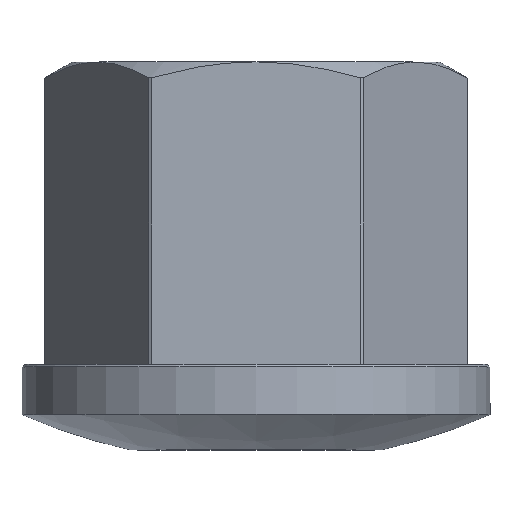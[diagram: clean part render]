
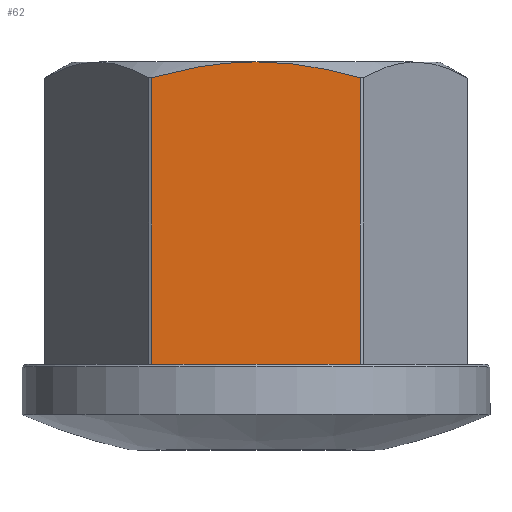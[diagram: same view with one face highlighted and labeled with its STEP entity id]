
A CAD part, top view. The second image highlights one B-rep face of the part: STEP entity #62.
In plain terms, the highlighted planar face has unit normal (0, 0, 1).
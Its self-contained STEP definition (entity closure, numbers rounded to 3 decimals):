
#9 = EDGE_CURVE ( 'NONE', #275, #10, #384, .T. ) ;
#10 = VERTEX_POINT ( 'NONE', #316 ) ;
#12 = ORIENTED_EDGE ( 'NONE', *, *, #18, .F. ) ;
#13 = ORIENTED_EDGE ( 'NONE', *, *, #263, .F. ) ;
#15 = ORIENTED_EDGE ( 'NONE', *, *, #9, .F. ) ;
#18 = EDGE_CURVE ( 'NONE', #10, #170, #404, .T. ) ;
#20 = EDGE_LOOP ( 'NONE', ( #220, #201, #13, #12, #15 ) ) ;
#58 = EDGE_CURVE ( 'NONE', #114, #115, #497, .T. ) ;
#62 = ADVANCED_FACE ( 'NONE', ( #257 ), #125, .T. ) ;
#114 = VERTEX_POINT ( 'NONE', #501 ) ;
#115 = VERTEX_POINT ( 'NONE', #571 ) ;
#125 = PLANE ( 'NONE',  #256 ) ;
#170 = VERTEX_POINT ( 'NONE', #679 ) ;
#201 = ORIENTED_EDGE ( 'NONE', *, *, #58, .T. ) ;
#220 = ORIENTED_EDGE ( 'NONE', *, *, #286, .F. ) ;
#249 = DIRECTION ( 'NONE',  ( 1., 0., 0. ) ) ;
#250 = DIRECTION ( 'NONE',  ( 0., 0., 1. ) ) ;
#251 = CARTESIAN_POINT ( 'NONE',  ( -6.351, 0., 11. ) ) ;
#256 = AXIS2_PLACEMENT_3D ( 'NONE', #251, #250, #249 ) ;
#257 = FACE_OUTER_BOUND ( 'NONE', #20, .T. ) ;
#263 = EDGE_CURVE ( 'NONE', #170, #115, #894, .T. ) ;
#275 = VERTEX_POINT ( 'NONE', #857 ) ;
#286 = EDGE_CURVE ( 'NONE', #114, #275, #843, .T. ) ;
#316 = CARTESIAN_POINT ( 'NONE',  ( 0., 23.2, 11. ) ) ;
#376 = CARTESIAN_POINT ( 'NONE',  ( 0., 23.2, 11. ) ) ;
#377 = CARTESIAN_POINT ( 'NONE',  ( -1.055, 23.2, 11. ) ) ;
#378 = CARTESIAN_POINT ( 'NONE',  ( -2.104, 23.111, 11. ) ) ;
#379 = CARTESIAN_POINT ( 'NONE',  ( -4.189, 22.78, 11. ) ) ;
#380 = CARTESIAN_POINT ( 'NONE',  ( -5.23, 22.537, 11. ) ) ;
#381 = CARTESIAN_POINT ( 'NONE',  ( -6.247, 22.247, 11. ) ) ;
#384 = B_SPLINE_CURVE_WITH_KNOTS ( 'NONE', 3,
 ( #381, #380, #379, #378, #377, #376 ),
 .UNSPECIFIED., .F., .F.,
 ( 4, 2, 4 ),
 ( 0.011, 0.015, 0.018 ),
 .UNSPECIFIED. ) ;
#404 = B_SPLINE_CURVE_WITH_KNOTS ( 'NONE', 3,
 ( #473, #472, #471, #470, #469, #468, #467, #466 ),
 .UNSPECIFIED., .F., .F.,
 ( 4, 2, 2, 4 ),
 ( 0.018, 0.019, 0.021, 0.024 ),
 .UNSPECIFIED. ) ;
#434 = DIRECTION ( 'NONE',  ( 1., 0., 0. ) ) ;
#435 = VECTOR ( 'NONE', #434, 1000. ) ;
#436 = CARTESIAN_POINT ( 'NONE',  ( -6.351, 5.109, 11. ) ) ;
#466 = CARTESIAN_POINT ( 'NONE',  ( 6.247, 22.247, 11. ) ) ;
#467 = CARTESIAN_POINT ( 'NONE',  ( 5.236, 22.535, 11. ) ) ;
#468 = CARTESIAN_POINT ( 'NONE',  ( 4.213, 22.775, 11. ) ) ;
#469 = CARTESIAN_POINT ( 'NONE',  ( 2.647, 23.025, 11. ) ) ;
#470 = CARTESIAN_POINT ( 'NONE',  ( 2.12, 23.09, 11. ) ) ;
#471 = CARTESIAN_POINT ( 'NONE',  ( 1.057, 23.178, 11. ) ) ;
#472 = CARTESIAN_POINT ( 'NONE',  ( 0.528, 23.2, 11. ) ) ;
#473 = CARTESIAN_POINT ( 'NONE',  ( 0., 23.2, 11. ) ) ;
#497 = LINE ( 'NONE', #436, #435 ) ;
#501 = CARTESIAN_POINT ( 'NONE',  ( -6.247, 5.109, 11. ) ) ;
#571 = CARTESIAN_POINT ( 'NONE',  ( 6.247, 5.109, 11. ) ) ;
#679 = CARTESIAN_POINT ( 'NONE',  ( 6.247, 22.247, 11. ) ) ;
#833 = DIRECTION ( 'NONE',  ( 0., -1., 0. ) ) ;
#843 = LINE ( 'NONE', #896, #873 ) ;
#857 = CARTESIAN_POINT ( 'NONE',  ( -6.247, 22.247, 11. ) ) ;
#872 = DIRECTION ( 'NONE',  ( 0., 1., 0. ) ) ;
#873 = VECTOR ( 'NONE', #872, 1000. ) ;
#894 = LINE ( 'NONE', #905, #904 ) ;
#896 = CARTESIAN_POINT ( 'NONE',  ( -6.247, 0., 11. ) ) ;
#904 = VECTOR ( 'NONE', #833, 1000. ) ;
#905 = CARTESIAN_POINT ( 'NONE',  ( 6.247, 0., 11. ) ) ;
